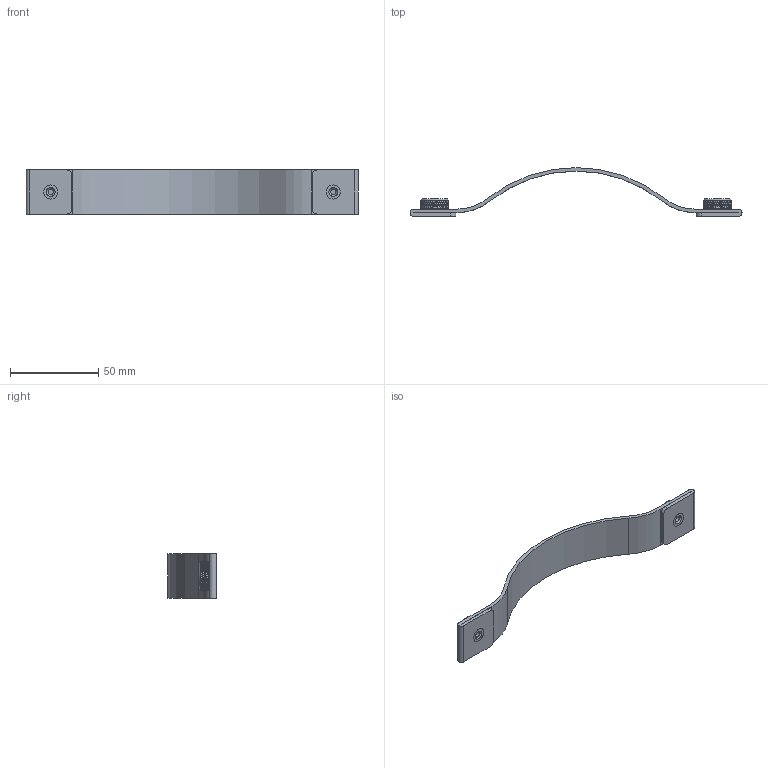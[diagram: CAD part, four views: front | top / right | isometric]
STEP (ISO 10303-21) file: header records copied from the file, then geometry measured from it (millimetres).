
FILE_DESCRIPTION(('Creo Elements/Direct Modeling STEP Export'),'2;1');
FILE_NAME('LE011-190.stp','2020-03-05T14:44:17',(''),(''),'Creo Elements/Direct Modeling STEP processor for AP214 (Solid Model)','Creo Elements/Direct Modeling 20.0 12-Nov-2016 (C) Parametric Technology GmbH','');
FILE_SCHEMA(('AUTOMOTIVE_DESIGN { 1 0 10303 214 1 1 1 1 }'));
Length unit declared in the file: millimetre
Products named in the file (4): Lederschlaufe; AL-10863.1; AL-10863; DIV-10933
Assembly tree (3 placements, depth 2):
  DIV-10933
    AL-10863
    AL-10863.1
    Lederschlaufe
Bounding box: 188 x 27.6 x 25 mm (x, y, z)
Volume: 14624.1 mm3; surface area: 15097.8 mm2
Topology: 3 solids, 3 shells, 836 faces, 2482 edges, 1658 vertices
Faces by surface type: cylinder 422, bspline 380, plane 22, cone 12
Entity records: 141667 total; most frequent: CARTESIAN_POINT 125738, ORIENTED_EDGE 4964, EDGE_CURVE 2482, B_SPLINE_CURVE_WITH_KNOTS 1672, SURFACE_CURVE 1672, VERTEX_POINT 1658, EDGE_LOOP 850, FACE_OUTER_BOUND 836
